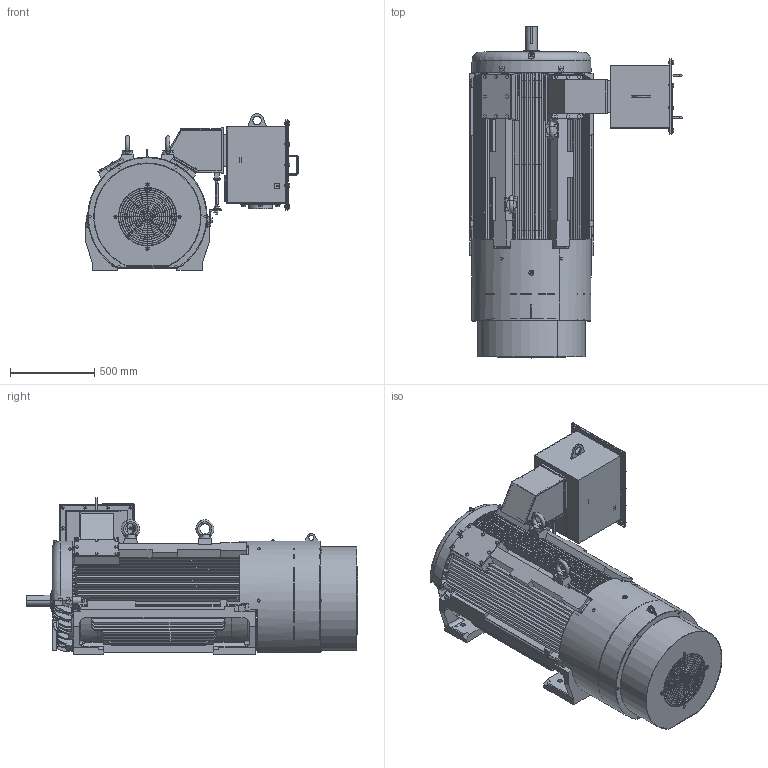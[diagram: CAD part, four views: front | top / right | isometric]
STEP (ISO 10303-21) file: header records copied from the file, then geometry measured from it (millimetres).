
FILE_DESCRIPTION(('CATIA V5 STEP Exchange'),'2;1');
FILE_NAME('3A043A042.stp','2013-12-18T06:26:40+00:00',('none'),('none'),'Unofficial Packaging Version','CATIA V5 STEP AP203','none');
FILE_SCHEMA(('CONFIG_CONTROL_DESIGN'));
Products named in the file (1): #14
Bounding box: 1258.23 x 1966.15 x 927.42 mm (x, y, z)
Volume: 391991425.8 mm3; surface area: 20138604.7 mm2
Topology: 57 solids, 168 shells, 5236 faces, 13889 edges, 9157 vertices
Faces by surface type: plane 2930, cylinder 1103, torus 635, cone 473, bspline 49, sphere 30, extrusion 16
Entity records: 161701 total; most frequent: CARTESIAN_POINT 48850, ORIENTED_EDGE 27718, DIRECTION 15612, EDGE_CURVE 13859, VERTEX_POINT 9151, VECTOR 7061, LINE 7045, AXIS2_PLACEMENT_3D 6020
